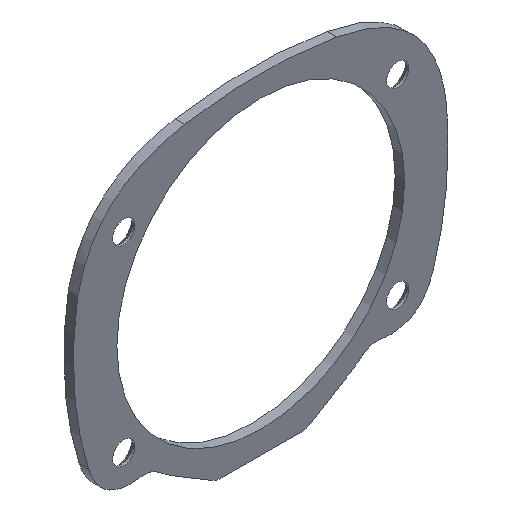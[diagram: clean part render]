
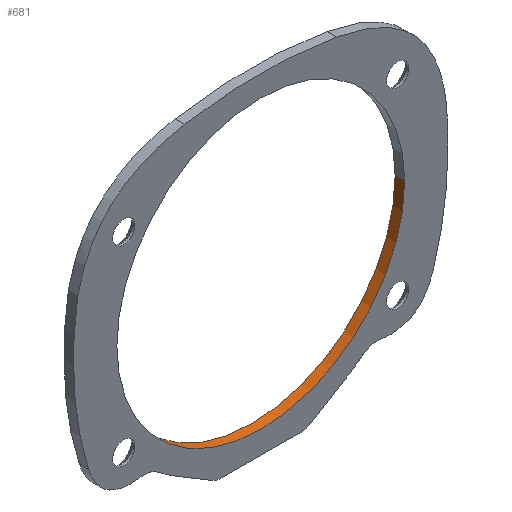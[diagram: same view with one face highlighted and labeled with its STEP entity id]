
A CAD part, isometric view. The second image highlights one B-rep face of the part: STEP entity #681.
In plain terms, the highlighted cylindrical face has radius 45.2 mm (diameter 90.4 mm), a partial arc.
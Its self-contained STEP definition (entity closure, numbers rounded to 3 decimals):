
#7=CARTESIAN_POINT('',(0.241,245.894,4.25));
#8=DIRECTION('',(-0.003,-1.,0.));
#9=DIRECTION('',(-1.,0.003,0.));
#10=AXIS2_PLACEMENT_3D('',#7,#8,#9);
#139=DIRECTION('',(0.003,1.,0.));
#140=VECTOR('',#139,3.);
#141=CARTESIAN_POINT('',(45.441,245.772,4.25));
#142=LINE('',#141,#140);
#143=DIRECTION('',(0.003,1.,0.));
#144=VECTOR('',#143,3.);
#145=CARTESIAN_POINT('',(-44.959,246.016,4.25));
#146=LINE('',#145,#144);
#152=CARTESIAN_POINT('',(0.249,248.894,4.25));
#153=DIRECTION('',(-0.003,-1.,0.));
#154=DIRECTION('',(-1.,0.003,0.));
#155=AXIS2_PLACEMENT_3D('',#152,#153,#154);
#572=CARTESIAN_POINT('',(45.441,245.772,4.25));
#573=CARTESIAN_POINT('',(-44.959,246.016,4.25));
#574=VERTEX_POINT('',#572);
#575=VERTEX_POINT('',#573);
#576=CARTESIAN_POINT('',(45.449,248.772,4.25));
#577=CARTESIAN_POINT('',(-44.951,249.016,4.25));
#578=VERTEX_POINT('',#576);
#579=VERTEX_POINT('',#577);
#669=CARTESIAN_POINT('',(0.241,245.894,4.25));
#670=DIRECTION('',(0.003,1.,0.));
#671=DIRECTION('',(1.,-0.003,0.));
#672=AXIS2_PLACEMENT_3D('',#669,#670,#671);
#673=CYLINDRICAL_SURFACE('',#672,45.2);
#674=ORIENTED_EDGE('',*,*,#649,.F.);
#675=ORIENTED_EDGE('',*,*,#664,.T.);
#677=ORIENTED_EDGE('',*,*,#676,.T.);
#678=ORIENTED_EDGE('',*,*,#660,.F.);
#679=EDGE_LOOP('',(#674,#675,#677,#678));
#680=FACE_OUTER_BOUND('',#679,.F.);
#681=ADVANCED_FACE('',(#680),#673,.F.);
#11=CIRCLE('',#10,45.2);
#156=CIRCLE('',#155,45.2);
#649=EDGE_CURVE('',#575,#574,#11,.T.);
#660=EDGE_CURVE('',#574,#578,#142,.T.);
#664=EDGE_CURVE('',#575,#579,#146,.T.);
#676=EDGE_CURVE('',#579,#578,#156,.T.);
